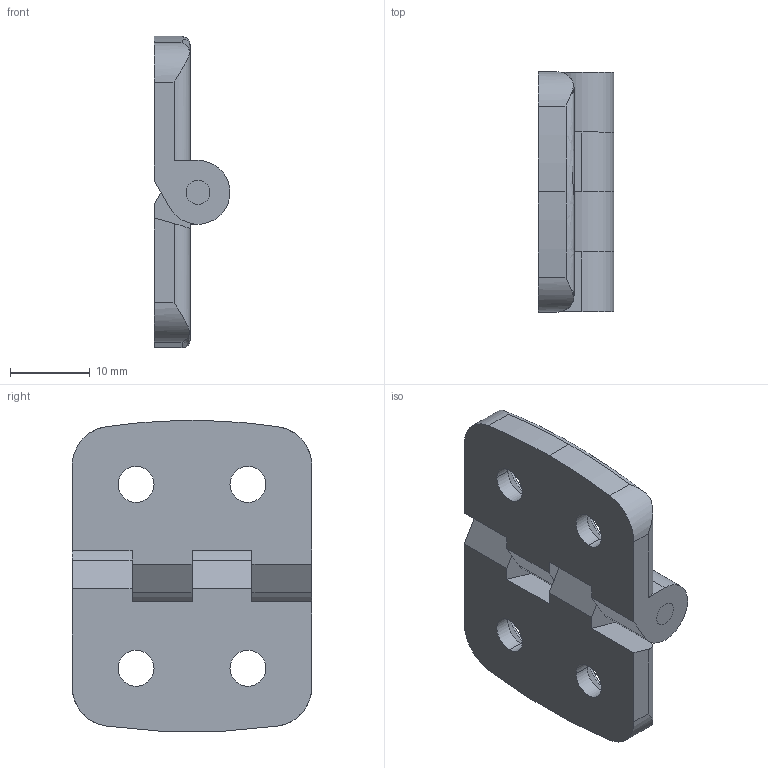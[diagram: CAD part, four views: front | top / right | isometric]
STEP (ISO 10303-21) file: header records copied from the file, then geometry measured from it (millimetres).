
FILE_DESCRIPTION (( 'STEP AP214' ), '1' );
FILE_NAME ('6226720', '2019-02-04T09:03:40', ( '' ), ('JUGARD+KÜNSTNER GmbH'), 'SwSTEP 2.0', 'SolidWorks 2017', '' );
FILE_SCHEMA (( 'AUTOMOTIVE_DESIGN' ));
Length unit declared in the file: millimetre
Products named in the file (4): 6226720_CNAJF00; Kopie von 2^6226720; Kopie von 3^6226720; Kopie von 1^6226720
Assembly tree (3 placements, depth 2):
  6226720_CNAJF00
    Kopie von 1^6226720
    Kopie von 2^6226720
    Kopie von 3^6226720
Bounding box: 9.5 x 30 x 38.91 mm (x, y, z)
Volume: 5204.4 mm3; surface area: 4176.7 mm2
Topology: 3 solids, 3 shells, 81 faces, 209 edges, 134 vertices
Faces by surface type: cylinder 41, plane 30, cone 8, bspline 2
Entity records: 2827 total; most frequent: CARTESIAN_POINT 644, DIRECTION 437, ORIENTED_EDGE 418, EDGE_CURVE 209, AXIS2_PLACEMENT_3D 159, VERTEX_POINT 134, LINE 119, VECTOR 119
